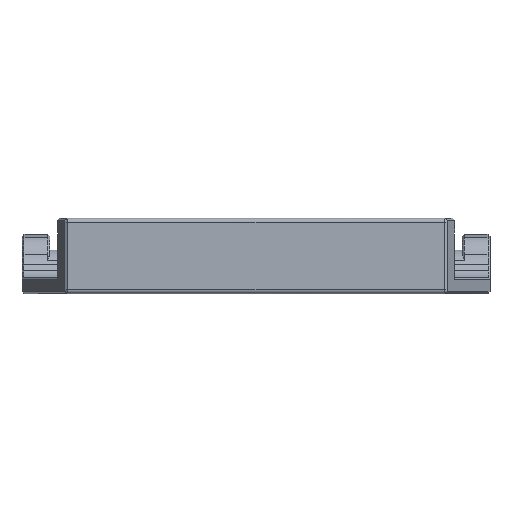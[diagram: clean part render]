
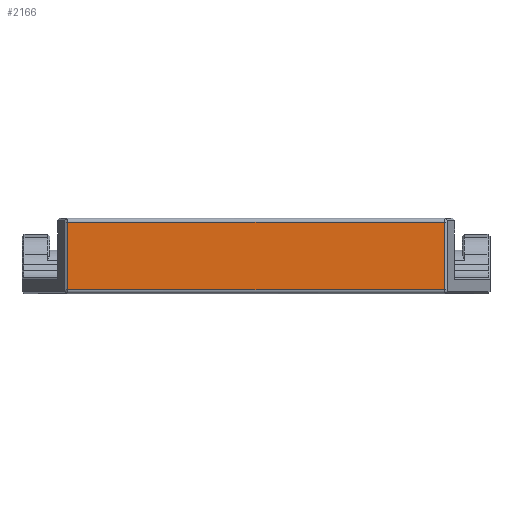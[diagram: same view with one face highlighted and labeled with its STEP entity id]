
A CAD part, left-side view. The second image highlights one B-rep face of the part: STEP entity #2166.
In plain terms, the highlighted planar face has unit normal (-1, 0, 0).
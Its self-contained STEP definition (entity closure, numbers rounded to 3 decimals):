
#235=FACE_OUTER_BOUND('',#364,.T.);
#364=EDGE_LOOP('',(#1655,#1656,#1657,#1658));
#510=LINE('',#3327,#733);
#543=LINE('',#3596,#766);
#545=LINE('',#3606,#768);
#546=LINE('',#3607,#769);
#733=VECTOR('',#2595,10.);
#766=VECTOR('',#2676,10.);
#768=VECTOR('',#2680,10.);
#769=VECTOR('',#2681,10.);
#966=VERTEX_POINT('',#3315);
#968=VERTEX_POINT('',#3325);
#1000=VERTEX_POINT('',#3595);
#1002=VERTEX_POINT('',#3605);
#1193=EDGE_CURVE('',#968,#966,#510,.T.);
#1249=EDGE_CURVE('',#966,#1000,#543,.T.);
#1252=EDGE_CURVE('',#1002,#968,#545,.T.);
#1253=EDGE_CURVE('',#1000,#1002,#546,.T.);
#1655=ORIENTED_EDGE('',*,*,#1193,.F.);
#1656=ORIENTED_EDGE('',*,*,#1252,.F.);
#1657=ORIENTED_EDGE('',*,*,#1253,.F.);
#1658=ORIENTED_EDGE('',*,*,#1249,.F.);
#2065=PLANE('',#2333);
#2166=ADVANCED_FACE('',(#235),#2065,.T.);
#2333=AXIS2_PLACEMENT_3D('',#3604,#2678,#2679);
#2595=DIRECTION('',(0.,0.,1.));
#2676=DIRECTION('',(0.,-1.,0.));
#2678=DIRECTION('center_axis',(-1.,0.,0.));
#2679=DIRECTION('ref_axis',(0.,0.,-1.));
#2680=DIRECTION('',(0.,1.,0.));
#2681=DIRECTION('',(0.,0.,-1.));
#3315=CARTESIAN_POINT('',(-25.,23.75,9.));
#3325=CARTESIAN_POINT('',(-25.,23.75,0.5));
#3327=CARTESIAN_POINT('',(-25.,23.75,1.));
#3595=CARTESIAN_POINT('',(-25.,-23.75,9.));
#3596=CARTESIAN_POINT('',(-25.,29.5,9.));
#3604=CARTESIAN_POINT('Origin',(-25.,29.5,2.));
#3605=CARTESIAN_POINT('',(-25.,-23.75,0.5));
#3606=CARTESIAN_POINT('',(-25.,14.75,0.5));
#3607=CARTESIAN_POINT('',(-25.,-23.75,1.));
